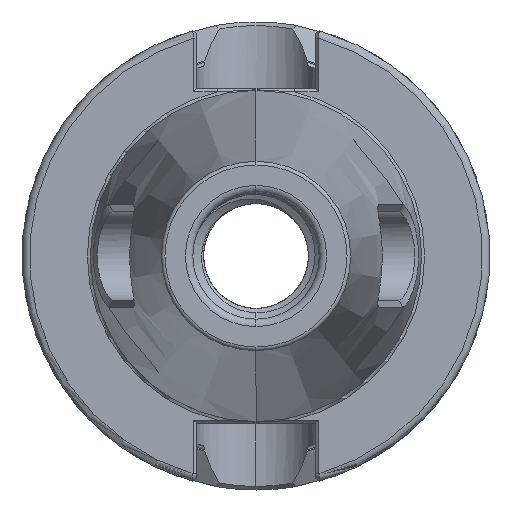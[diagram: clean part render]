
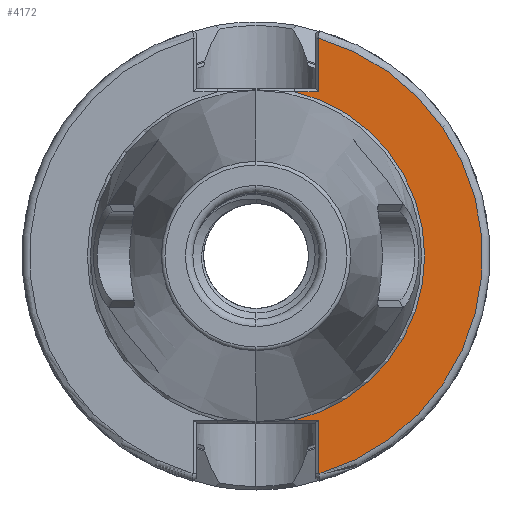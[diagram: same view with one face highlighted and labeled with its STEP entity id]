
A CAD part, left-side view. The second image highlights one B-rep face of the part: STEP entity #4172.
In plain terms, the highlighted planar face has unit normal (-1, 0, 0).
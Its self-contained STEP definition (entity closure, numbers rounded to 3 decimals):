
#1156 = CARTESIAN_POINT ( 'NONE',  ( 0., -5.175, 22.1 ) ) ;
#1161 = CARTESIAN_POINT ( 'NONE',  ( 0., -5.175, -22.1 ) ) ;
#2009 = PLANE ( 'NONE',  #9303 ) ;
#2010 = CARTESIAN_POINT ( 'NONE',  ( 0., 22.698, 0. ) ) ;
#2011 = DIRECTION ( 'NONE',  ( -1., 0., 0. ) ) ;
#2012 = DIRECTION ( 'NONE',  ( 0., 0., 1. ) ) ;
#2089 = CARTESIAN_POINT ( 'NONE',  ( 0., 0., 0. ) ) ;
#2090 = LINE ( 'NONE', #2091, #3183 ) ;
#2091 = CARTESIAN_POINT ( 'NONE',  ( 0., -8.479, -29.418 ) ) ;
#2092 = DIRECTION ( 'NONE',  ( 0., 0., -1. ) ) ;
#2093 = LINE ( 'NONE', #2094, #3184 ) ;
#2094 = CARTESIAN_POINT ( 'NONE',  ( 0., 2.106, -22.1 ) ) ;
#2095 = DIRECTION ( 'NONE',  ( 0., -1., 0. ) ) ;
#2096 = DIRECTION ( 'NONE',  ( 1., 0., 0. ) ) ;
#2097 = DIRECTION ( 'NONE',  ( 0., 0., -1. ) ) ;
#2099 = LINE ( 'NONE', #2100, #3186 ) ;
#2100 = CARTESIAN_POINT ( 'NONE',  ( 0., -8.395, 0. ) ) ;
#2101 = DIRECTION ( 'NONE',  ( 0., 0., -1. ) ) ;
#2102 = LINE ( 'NONE', #2103, #3188 ) ;
#2103 = CARTESIAN_POINT ( 'NONE',  ( 0., 22.698, 22.1 ) ) ;
#2104 = DIRECTION ( 'NONE',  ( 0., 1., 0. ) ) ;
#3181 = AXIS2_PLACEMENT_3D ( 'NONE', #2089, #2096, #2097 ) ;
#3183 = VECTOR ( 'NONE', #2092, 1000. ) ;
#3184 = VECTOR ( 'NONE', #2095, 1000. ) ;
#3186 = VECTOR ( 'NONE', #2101, 1000. ) ;
#3188 = VECTOR ( 'NONE', #2104, 1000. ) ;
#3852 = ORIENTED_EDGE ( 'NONE', *, *, #4084, .T. ) ;
#3853 = ORIENTED_EDGE ( 'NONE', *, *, #6398, .T. ) ;
#3854 = ORIENTED_EDGE ( 'NONE', *, *, #6397, .T. ) ;
#3855 = ORIENTED_EDGE ( 'NONE', *, *, #6394, .T. ) ;
#3856 = ORIENTED_EDGE ( 'NONE', *, *, #6396, .F. ) ;
#3857 = ORIENTED_EDGE ( 'NONE', *, *, #6395, .T. ) ;
#4084 = EDGE_CURVE ( 'NONE', #9794, #9799, #8915, .T. ) ;
#4172 = ADVANCED_FACE ( 'NONE', ( #9305 ), #2009, .T. ) ;
#4535 = CARTESIAN_POINT ( 'NONE',  ( 0., 0., 0. ) ) ;
#4536 = DIRECTION ( 'NONE',  ( 1., 0., 0. ) ) ;
#4537 = DIRECTION ( 'NONE',  ( 0., 0., -1. ) ) ;
#6394 = EDGE_CURVE ( 'NONE', #9872, #9873, #2090, .T. ) ;
#6395 = EDGE_CURVE ( 'NONE', #9799, #9872, #2093, .T. ) ;
#6396 = EDGE_CURVE ( 'NONE', #9874, #9873, #8873, .T. ) ;
#6397 = EDGE_CURVE ( 'NONE', #9874, #9875, #2099, .T. ) ;
#6398 = EDGE_CURVE ( 'NONE', #9875, #9794, #2102, .T. ) ;
#6936 = CARTESIAN_POINT ( 'NONE',  ( 0., -8.479, -22.1 ) ) ;
#6937 = CARTESIAN_POINT ( 'NONE',  ( 0., -8.479, -29.298 ) ) ;
#6938 = CARTESIAN_POINT ( 'NONE',  ( 0., -8.395, 29.322 ) ) ;
#6939 = CARTESIAN_POINT ( 'NONE',  ( 0., -8.395, 22.1 ) ) ;
#8843 = AXIS2_PLACEMENT_3D ( 'NONE', #4535, #4536, #4537 ) ;
#8873 = CIRCLE ( 'NONE', #3181, 30.5 ) ;
#8915 = CIRCLE ( 'NONE', #8843, 22.698 ) ;
#9303 = AXIS2_PLACEMENT_3D ( 'NONE', #2010, #2011, #2012 ) ;
#9305 = FACE_OUTER_BOUND ( 'NONE', #10055, .T. ) ;
#9794 = VERTEX_POINT ( 'NONE', #1156 ) ;
#9799 = VERTEX_POINT ( 'NONE', #1161 ) ;
#9872 = VERTEX_POINT ( 'NONE', #6936 ) ;
#9873 = VERTEX_POINT ( 'NONE', #6937 ) ;
#9874 = VERTEX_POINT ( 'NONE', #6938 ) ;
#9875 = VERTEX_POINT ( 'NONE', #6939 ) ;
#10055 = EDGE_LOOP ( 'NONE', ( #3857, #3855, #3856, #3854, #3853, #3852 ) ) ;
